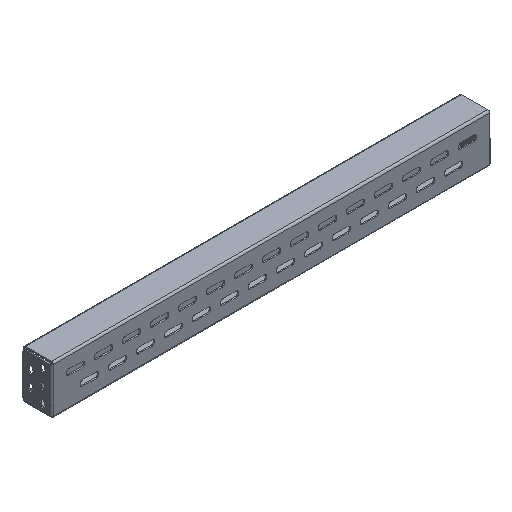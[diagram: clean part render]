
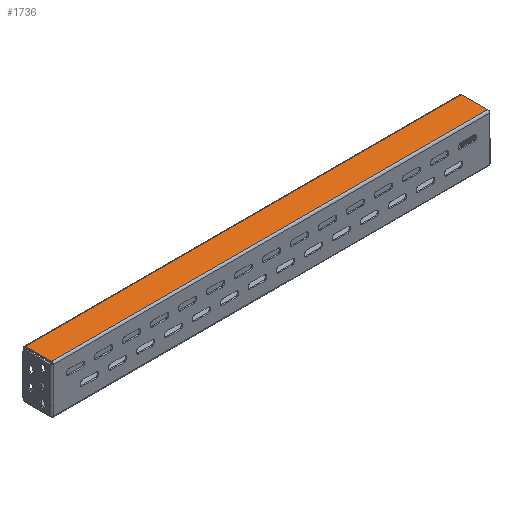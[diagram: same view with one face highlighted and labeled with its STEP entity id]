
A CAD part, isometric view. The second image highlights one B-rep face of the part: STEP entity #1736.
In plain terms, the highlighted planar face has unit normal (0, 0, 1).
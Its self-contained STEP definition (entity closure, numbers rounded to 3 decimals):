
#26 = ORIENTED_EDGE ( 'NONE', *, *, #5059, .F. ) ;
#59 = ORIENTED_EDGE ( 'NONE', *, *, #6258, .T. ) ;
#181 = CARTESIAN_POINT ( 'NONE',  ( -350.5, 1., 39. ) ) ;
#344 = VECTOR ( 'NONE', #4629, 1000. ) ;
#428 = CARTESIAN_POINT ( 'NONE',  ( 350.5, 1., 39. ) ) ;
#700 = EDGE_CURVE ( 'NONE', #6291, #7041, #6297, .T. ) ;
#790 = CARTESIAN_POINT ( 'NONE',  ( 350.5, 43., 39. ) ) ;
#1173 = CARTESIAN_POINT ( 'NONE',  ( 350.5, 0., 39. ) ) ;
#1200 = VECTOR ( 'NONE', #6165, 1000. ) ;
#1357 = VERTEX_POINT ( 'NONE', #1536 ) ;
#1536 = CARTESIAN_POINT ( 'NONE',  ( -350.5, 1., 39. ) ) ;
#1736 = ADVANCED_FACE ( 'NONE', ( #5596 ), #6816, .F. ) ;
#1895 = DIRECTION ( 'NONE',  ( 0., 0., -1. ) ) ;
#1936 = VECTOR ( 'NONE', #6835, 1000. ) ;
#2016 = LINE ( 'NONE', #790, #1936 ) ;
#2179 = LINE ( 'NONE', #3689, #3762 ) ;
#3034 = CARTESIAN_POINT ( 'NONE',  ( 0., 0., 39. ) ) ;
#3689 = CARTESIAN_POINT ( 'NONE',  ( -350.5, 0., 39. ) ) ;
#3714 = DIRECTION ( 'NONE',  ( 0., -1., 0. ) ) ;
#3762 = VECTOR ( 'NONE', #3714, 1000. ) ;
#4560 = CARTESIAN_POINT ( 'NONE',  ( 350.5, 43., 39. ) ) ;
#4569 = ORIENTED_EDGE ( 'NONE', *, *, #5476, .T. ) ;
#4629 = DIRECTION ( 'NONE',  ( -1., 0., 0. ) ) ;
#4734 = LINE ( 'NONE', #181, #344 ) ;
#4812 = AXIS2_PLACEMENT_3D ( 'NONE', #3034, #1895, #5737 ) ;
#5059 = EDGE_CURVE ( 'NONE', #6291, #1357, #4734, .T. ) ;
#5184 = ORIENTED_EDGE ( 'NONE', *, *, #700, .T. ) ;
#5476 = EDGE_CURVE ( 'NONE', #7041, #6426, #2016, .T. ) ;
#5594 = CARTESIAN_POINT ( 'NONE',  ( -350.5, 43., 39. ) ) ;
#5596 = FACE_OUTER_BOUND ( 'NONE', #6818, .T. ) ;
#5737 = DIRECTION ( 'NONE',  ( -1., 0., 0. ) ) ;
#6165 = DIRECTION ( 'NONE',  ( 0., 1., 0. ) ) ;
#6258 = EDGE_CURVE ( 'NONE', #6426, #1357, #2179, .T. ) ;
#6291 = VERTEX_POINT ( 'NONE', #428 ) ;
#6297 = LINE ( 'NONE', #1173, #1200 ) ;
#6426 = VERTEX_POINT ( 'NONE', #5594 ) ;
#6816 = PLANE ( 'NONE',  #4812 ) ;
#6818 = EDGE_LOOP ( 'NONE', ( #4569, #59, #26, #5184 ) ) ;
#6835 = DIRECTION ( 'NONE',  ( -1., 0., 0. ) ) ;
#7041 = VERTEX_POINT ( 'NONE', #4560 ) ;
